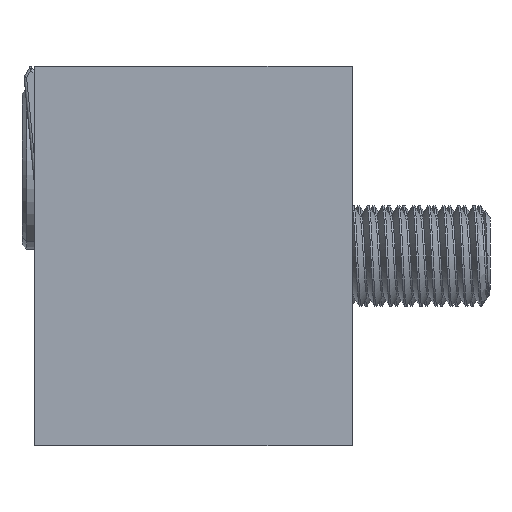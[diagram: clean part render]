
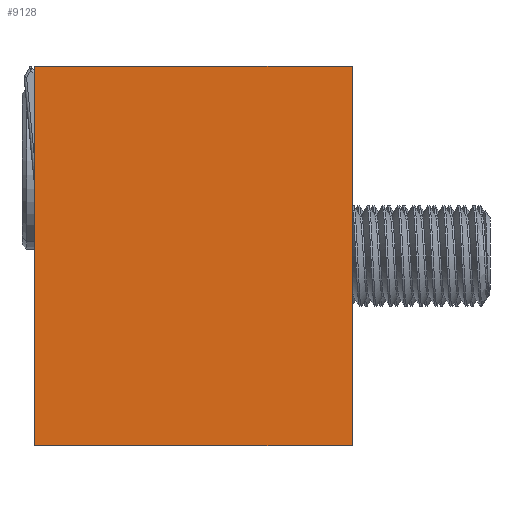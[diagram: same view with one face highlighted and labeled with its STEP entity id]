
A CAD part, left-side view. The second image highlights one B-rep face of the part: STEP entity #9128.
In plain terms, the highlighted planar face has unit normal (-1, 0, 0).
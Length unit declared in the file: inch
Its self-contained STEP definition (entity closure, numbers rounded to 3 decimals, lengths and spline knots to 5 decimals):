
#1088 = VERTEX_POINT ( 'NONE', #2712 ) ;
#1114 = ORIENTED_EDGE ( 'NONE', *, *, #14943, .T. ) ;
#1614 = ORIENTED_EDGE ( 'NONE', *, *, #10225, .T. ) ;
#2436 = DIRECTION ( 'NONE',  ( 0., -1., 0. ) ) ;
#2712 = CARTESIAN_POINT ( 'NONE',  ( 0., 1.48, 1.24 ) ) ;
#2902 = LINE ( 'NONE', #7745, #13672 ) ;
#3206 = LINE ( 'NONE', #3859, #13971 ) ;
#3721 = AXIS2_PLACEMENT_3D ( 'NONE', #13685, #9917, #4882 ) ;
#3859 = CARTESIAN_POINT ( 'NONE',  ( 0., 0., 0. ) ) ;
#4600 = DIRECTION ( 'NONE',  ( 0., 0., 1. ) ) ;
#4882 = DIRECTION ( 'NONE',  ( 0., -1., 0. ) ) ;
#5103 = DIRECTION ( 'NONE',  ( 0., 0., 1. ) ) ;
#5276 = EDGE_CURVE ( 'NONE', #1088, #11393, #2902, .T. ) ;
#5691 = VERTEX_POINT ( 'NONE', #10918 ) ;
#5990 = ORIENTED_EDGE ( 'NONE', *, *, #15369, .F. ) ;
#6086 = CARTESIAN_POINT ( 'NONE',  ( 0., 0., 1.24 ) ) ;
#6311 = VERTEX_POINT ( 'NONE', #11280 ) ;
#6382 = VECTOR ( 'NONE', #4600, 39.37008 ) ;
#7745 = CARTESIAN_POINT ( 'NONE',  ( 0., 1.48, 1.24 ) ) ;
#8046 = ORIENTED_EDGE ( 'NONE', *, *, #5276, .F. ) ;
#9128 = ADVANCED_FACE ( 'NONE', ( #13395 ), #14946, .T. ) ;
#9580 = CARTESIAN_POINT ( 'NONE',  ( 0., 1.48, 0. ) ) ;
#9917 = DIRECTION ( 'NONE',  ( -1., 0., 0. ) ) ;
#10225 = EDGE_CURVE ( 'NONE', #6311, #11393, #3206, .T. ) ;
#10918 = CARTESIAN_POINT ( 'NONE',  ( 0., 1.48, 0. ) ) ;
#11280 = CARTESIAN_POINT ( 'NONE',  ( 0., 0., 0. ) ) ;
#11393 = VERTEX_POINT ( 'NONE', #6086 ) ;
#11590 = DIRECTION ( 'NONE',  ( 0., -1., 0. ) ) ;
#12071 = LINE ( 'NONE', #9580, #6382 ) ;
#12830 = LINE ( 'NONE', #16082, #14584 ) ;
#13395 = FACE_OUTER_BOUND ( 'NONE', #13418, .T. ) ;
#13418 = EDGE_LOOP ( 'NONE', ( #8046, #5990, #1114, #1614 ) ) ;
#13672 = VECTOR ( 'NONE', #11590, 39.37008 ) ;
#13685 = CARTESIAN_POINT ( 'NONE',  ( 0., 1.48, 0. ) ) ;
#13971 = VECTOR ( 'NONE', #5103, 39.37008 ) ;
#14584 = VECTOR ( 'NONE', #2436, 39.37008 ) ;
#14943 = EDGE_CURVE ( 'NONE', #5691, #6311, #12830, .T. ) ;
#14946 = PLANE ( 'NONE',  #3721 ) ;
#15369 = EDGE_CURVE ( 'NONE', #5691, #1088, #12071, .T. ) ;
#16082 = CARTESIAN_POINT ( 'NONE',  ( 0., 1.48, 0. ) ) ;
